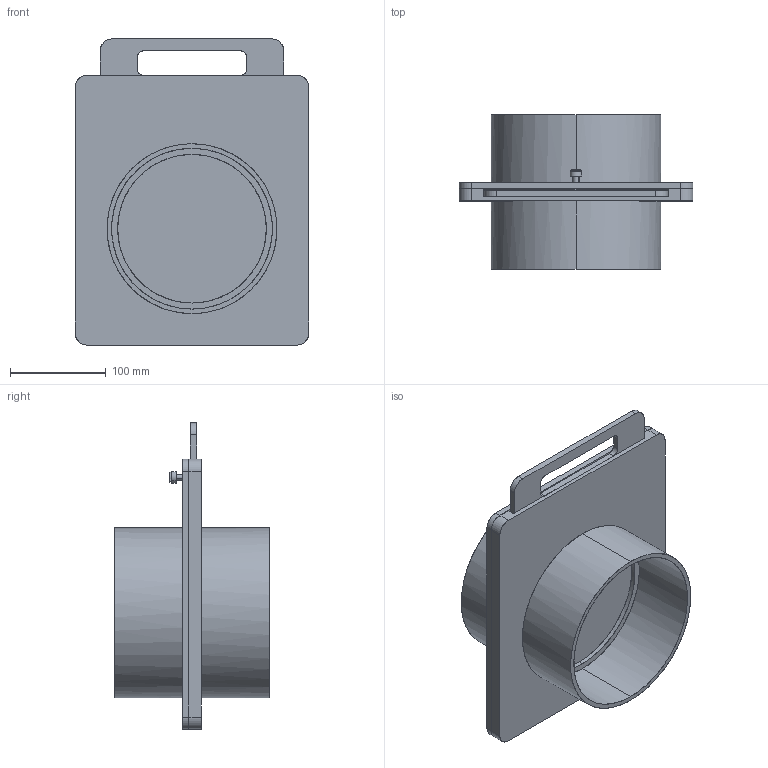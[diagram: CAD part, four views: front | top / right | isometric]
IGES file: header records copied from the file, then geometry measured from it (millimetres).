
Start section: SolidWorks IGES file using NURBS representation for surfaces
Global section: file name: PVCB06.IGS; native system: SolidWorks 2022; preprocessor: SolidWorks 2022; author: Cullen; date: 230220.115423; units: inch
Bounding box: 244.47 x 161.93 x 320.68 mm (x, y, z)
Surface area: 503040.2 mm2 (no closed solid volume)
Topology: 0 solids, 0 shells, 352 faces, 5807 edges, 6660 vertices
Faces by surface type: bspline 352
